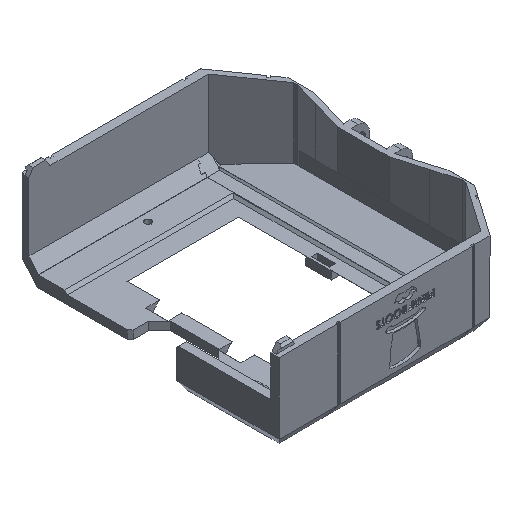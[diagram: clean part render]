
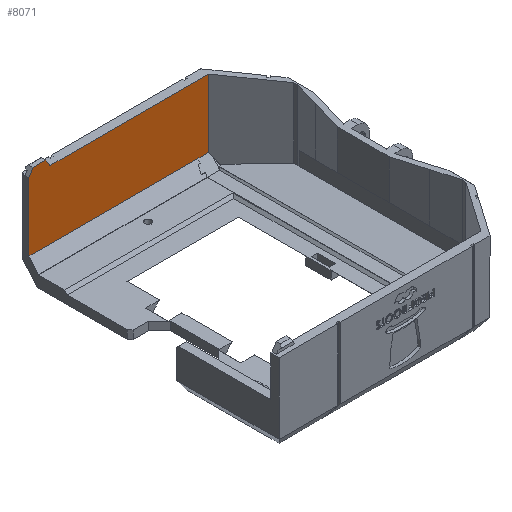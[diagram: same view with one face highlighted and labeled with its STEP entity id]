
A CAD part, isometric view. The second image highlights one B-rep face of the part: STEP entity #8071.
In plain terms, the highlighted planar face has unit normal (0, -1, 0).
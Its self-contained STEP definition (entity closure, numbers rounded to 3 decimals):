
#110 = VERTEX_POINT ( 'NONE', #24775 ) ;
#538 = LINE ( 'NONE', #10011, #4464 ) ;
#901 = EDGE_CURVE ( 'NONE', #3634, #21709, #19136, .T. ) ;
#1353 = VECTOR ( 'NONE', #11424, 1000. ) ;
#1660 = VERTEX_POINT ( 'NONE', #3850 ) ;
#2025 = VERTEX_POINT ( 'NONE', #15371 ) ;
#2467 = DIRECTION ( 'NONE',  ( -1., 0., 0. ) ) ;
#2534 = LINE ( 'NONE', #3971, #23747 ) ;
#2681 = CARTESIAN_POINT ( 'NONE',  ( 242.126, 172.761, 32.5 ) ) ;
#3074 = CARTESIAN_POINT ( 'NONE',  ( 185.422, 172.761, 32.5 ) ) ;
#3150 = ORIENTED_EDGE ( 'NONE', *, *, #13196, .T. ) ;
#3268 = CARTESIAN_POINT ( 'NONE',  ( 0., 172.761, 72.361 ) ) ;
#3634 = VERTEX_POINT ( 'NONE', #12634 ) ;
#3788 = DIRECTION ( 'NONE',  ( 0., 1., 0. ) ) ;
#3850 = CARTESIAN_POINT ( 'NONE',  ( 177.922, 172.761, 32.5 ) ) ;
#3971 = CARTESIAN_POINT ( 'NONE',  ( 0., 172.761, 35. ) ) ;
#4464 = VECTOR ( 'NONE', #6189, 1000. ) ;
#4855 = CARTESIAN_POINT ( 'NONE',  ( 242.126, 172.761, 8.266 ) ) ;
#5106 = VECTOR ( 'NONE', #7015, 1000. ) ;
#5113 = CARTESIAN_POINT ( 'NONE',  ( 0., 172.761, 32.5 ) ) ;
#6189 = DIRECTION ( 'NONE',  ( 0., 0., 1. ) ) ;
#6395 = VERTEX_POINT ( 'NONE', #9618 ) ;
#6483 = DIRECTION ( 'NONE',  ( -0.5, 0., -0.866 ) ) ;
#6504 = VECTOR ( 'NONE', #8378, 1000. ) ;
#6718 = ORIENTED_EDGE ( 'NONE', *, *, #22986, .F. ) ;
#6740 = CARTESIAN_POINT ( 'NONE',  ( 150.701, 172.761, -14.647 ) ) ;
#7015 = DIRECTION ( 'NONE',  ( 0., 0., 1. ) ) ;
#7144 = CARTESIAN_POINT ( 'NONE',  ( 237.926, 172.761, 4.936 ) ) ;
#7256 = VECTOR ( 'NONE', #12966, 1000. ) ;
#7313 = VERTEX_POINT ( 'NONE', #10635 ) ;
#7703 = VERTEX_POINT ( 'NONE', #3074 ) ;
#8071 = ADVANCED_FACE ( 'NONE', ( #25737 ), #23775, .F. ) ;
#8339 = VECTOR ( 'NONE', #6483, 1000. ) ;
#8378 = DIRECTION ( 'NONE',  ( -0.5, 0., 0.866 ) ) ;
#8897 = VERTEX_POINT ( 'NONE', #2681 ) ;
#9001 = LINE ( 'NONE', #7144, #5106 ) ;
#9618 = CARTESIAN_POINT ( 'NONE',  ( 237.926, 172.761, 8.242 ) ) ;
#10011 = CARTESIAN_POINT ( 'NONE',  ( 242.126, 172.761, -1.558 ) ) ;
#10587 = ORIENTED_EDGE ( 'NONE', *, *, #24916, .T. ) ;
#10635 = CARTESIAN_POINT ( 'NONE',  ( 177.922, 172.761, 8.242 ) ) ;
#10746 = LINE ( 'NONE', #18750, #24212 ) ;
#11424 = DIRECTION ( 'NONE',  ( 0., 0., -1. ) ) ;
#11782 = EDGE_CURVE ( 'NONE', #21709, #8897, #538, .T. ) ;
#11804 = DIRECTION ( 'NONE',  ( 1., 0., 0. ) ) ;
#11994 = DIRECTION ( 'NONE',  ( 1., 0., 0. ) ) ;
#12316 = LINE ( 'NONE', #20340, #6504 ) ;
#12634 = CARTESIAN_POINT ( 'NONE',  ( 237.926, 172.761, 8.266 ) ) ;
#12966 = DIRECTION ( 'NONE',  ( 1., 0., 0. ) ) ;
#13196 = EDGE_CURVE ( 'NONE', #2025, #1660, #14876, .T. ) ;
#14282 = ORIENTED_EDGE ( 'NONE', *, *, #11782, .T. ) ;
#14876 = LINE ( 'NONE', #6740, #8339 ) ;
#14879 = EDGE_LOOP ( 'NONE', ( #10587, #24829, #14282, #24988, #23619, #20508, #3150, #20817, #6718 ) ) ;
#15371 = CARTESIAN_POINT ( 'NONE',  ( 179.365, 172.761, 35. ) ) ;
#15484 = EDGE_CURVE ( 'NONE', #1660, #7313, #21422, .T. ) ;
#16686 = LINE ( 'NONE', #5113, #21289 ) ;
#17894 = EDGE_CURVE ( 'NONE', #7703, #110, #12316, .T. ) ;
#18750 = CARTESIAN_POINT ( 'NONE',  ( 0., 172.761, 8.242 ) ) ;
#19136 = LINE ( 'NONE', #25185, #7256 ) ;
#20340 = CARTESIAN_POINT ( 'NONE',  ( 121.806, 172.761, 142.685 ) ) ;
#20508 = ORIENTED_EDGE ( 'NONE', *, *, #24365, .F. ) ;
#20817 = ORIENTED_EDGE ( 'NONE', *, *, #15484, .T. ) ;
#20963 = EDGE_CURVE ( 'NONE', #8897, #7703, #16686, .T. ) ;
#21289 = VECTOR ( 'NONE', #21793, 1000. ) ;
#21422 = LINE ( 'NONE', #23136, #1353 ) ;
#21709 = VERTEX_POINT ( 'NONE', #4855 ) ;
#21793 = DIRECTION ( 'NONE',  ( -1., 0., 0. ) ) ;
#22278 = AXIS2_PLACEMENT_3D ( 'NONE', #3268, #3788, #11804 ) ;
#22986 = EDGE_CURVE ( 'NONE', #6395, #7313, #10746, .T. ) ;
#23136 = CARTESIAN_POINT ( 'NONE',  ( 177.922, 172.761, -7.5 ) ) ;
#23619 = ORIENTED_EDGE ( 'NONE', *, *, #17894, .T. ) ;
#23747 = VECTOR ( 'NONE', #11994, 1000. ) ;
#23775 = PLANE ( 'NONE',  #22278 ) ;
#24212 = VECTOR ( 'NONE', #2467, 1000. ) ;
#24365 = EDGE_CURVE ( 'NONE', #2025, #110, #2534, .T. ) ;
#24775 = CARTESIAN_POINT ( 'NONE',  ( 183.978, 172.761, 35. ) ) ;
#24829 = ORIENTED_EDGE ( 'NONE', *, *, #901, .T. ) ;
#24916 = EDGE_CURVE ( 'NONE', #6395, #3634, #9001, .T. ) ;
#24988 = ORIENTED_EDGE ( 'NONE', *, *, #20963, .T. ) ;
#25185 = CARTESIAN_POINT ( 'NONE',  ( 0., 172.761, 8.266 ) ) ;
#25737 = FACE_OUTER_BOUND ( 'NONE', #14879, .T. ) ;
